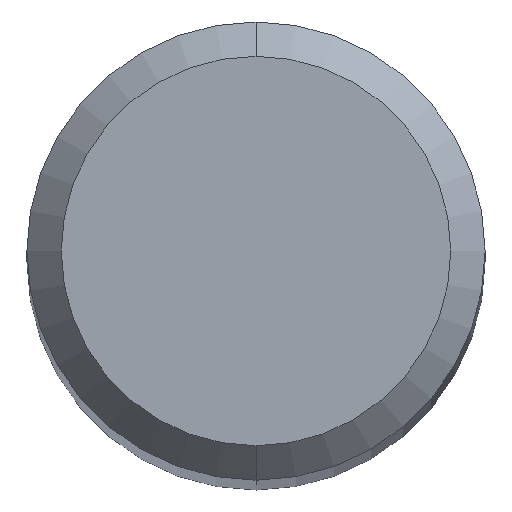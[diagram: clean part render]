
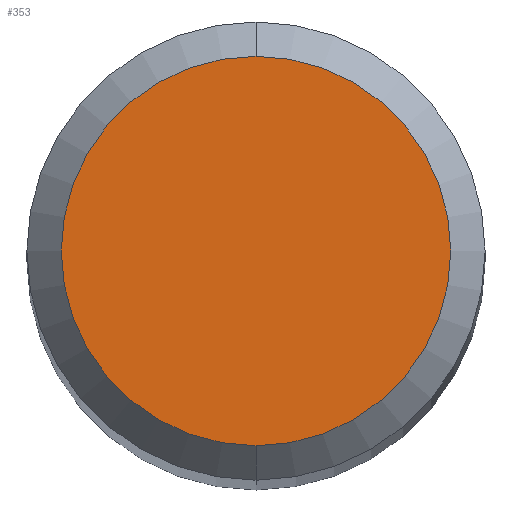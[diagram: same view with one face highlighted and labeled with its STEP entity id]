
A CAD part, top view. The second image highlights one B-rep face of the part: STEP entity #353.
In plain terms, the highlighted planar face has unit normal (0, 0, 1).
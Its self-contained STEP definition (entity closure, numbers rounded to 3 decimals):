
#233=VERTEX_POINT('',#545);
#235=VERTEX_POINT('',#547);
#265=EDGE_CURVE('',#233,#235,#580,.T.);
#293=EDGE_CURVE('',#235,#233,#612,.T.);
#353=ADVANCED_FACE('',(#676),#677,.T.);
#545=CARTESIAN_POINT('',(0.0,1.7,0.0));
#547=CARTESIAN_POINT('',(0.,-1.7,0.0));
#580=CIRCLE('',#1004,1.7);
#612=CIRCLE('',#1081,1.7);
#676=FACE_OUTER_BOUND('',#1220,.T.);
#677=PLANE('',#1221);
#1004=AXIS2_PLACEMENT_3D('',#1542,#1543,#1544);
#1081=AXIS2_PLACEMENT_3D('',#1582,#1583,#1584);
#1220=EDGE_LOOP('',(#1652,#1653));
#1221=AXIS2_PLACEMENT_3D('',#1654,#1655,#1656);
#1542=CARTESIAN_POINT('',(0.0,0.0,0.0));
#1543=DIRECTION('',(0.0,0.0,-1.0));
#1544=DIRECTION('',(0.0,1.0,0.0));
#1582=CARTESIAN_POINT('',(0.0,0.0,0.0));
#1583=DIRECTION('',(0.0,0.0,-1.0));
#1584=DIRECTION('',(0.0,1.0,0.0));
#1652=ORIENTED_EDGE('',*,*,#265,.F.);
#1653=ORIENTED_EDGE('',*,*,#293,.F.);
#1654=CARTESIAN_POINT('',(0.0,0.85,0.0));
#1655=DIRECTION('',(-0.0,0.0,1.0));
#1656=DIRECTION('',(0.0,-1.0,0.0));
